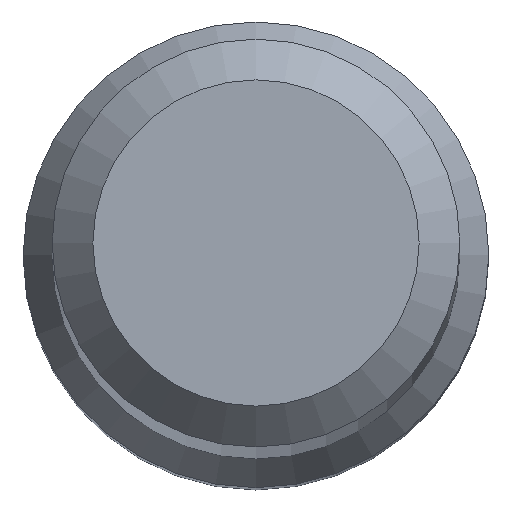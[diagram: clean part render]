
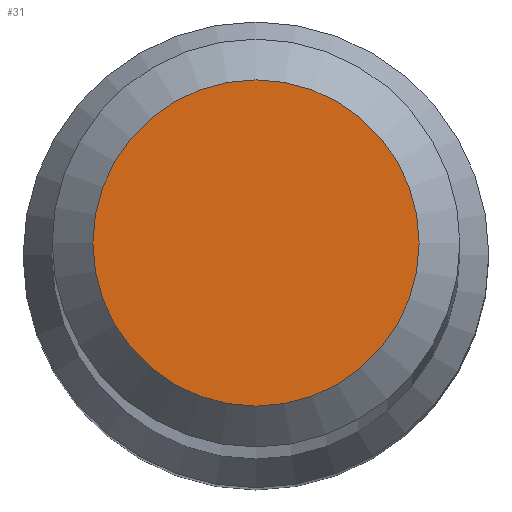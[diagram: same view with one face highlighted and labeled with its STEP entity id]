
A CAD part, top view. The second image highlights one B-rep face of the part: STEP entity #31.
In plain terms, the highlighted planar face has unit normal (0, 0, 1).
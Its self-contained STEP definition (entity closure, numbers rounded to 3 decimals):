
#8 = DIRECTION ( 'NONE',  ( 0., -1., 0. ) ) ;
#23 = CARTESIAN_POINT ( 'NONE',  ( 0., 0., 80. ) ) ;
#31 = ADVANCED_FACE ( 'NONE', ( #117 ), #193, .T. ) ;
#33 = CIRCLE ( 'NONE', #228, 1.6 ) ;
#62 = DIRECTION ( 'NONE',  ( 0., 0., -1. ) ) ;
#75 = CARTESIAN_POINT ( 'NONE',  ( 0., 1.6, 80. ) ) ;
#78 = EDGE_CURVE ( 'NONE', #209, #209, #33, .T. ) ;
#117 = FACE_OUTER_BOUND ( 'NONE', #154, .T. ) ;
#143 = DIRECTION ( 'NONE',  ( 0., 1., 0. ) ) ;
#154 = EDGE_LOOP ( 'NONE', ( #194 ) ) ;
#176 = DIRECTION ( 'NONE',  ( 0., 0., 1. ) ) ;
#193 = PLANE ( 'NONE',  #235 ) ;
#194 = ORIENTED_EDGE ( 'NONE', *, *, #78, .F. ) ;
#198 = CARTESIAN_POINT ( 'NONE',  ( 0., 0., 80. ) ) ;
#209 = VERTEX_POINT ( 'NONE', #75 ) ;
#228 = AXIS2_PLACEMENT_3D ( 'NONE', #198, #62, #143 ) ;
#235 = AXIS2_PLACEMENT_3D ( 'NONE', #23, #176, #8 ) ;
